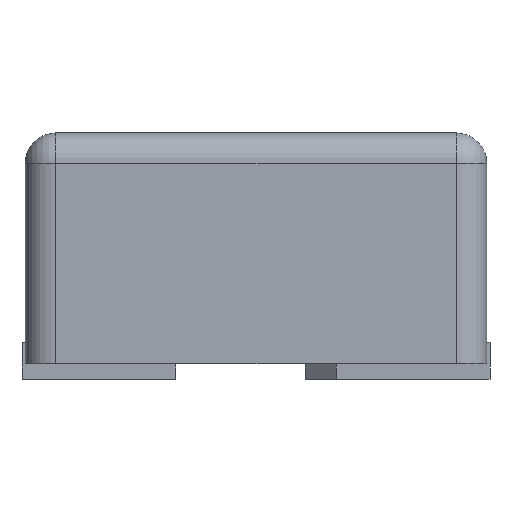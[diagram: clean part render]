
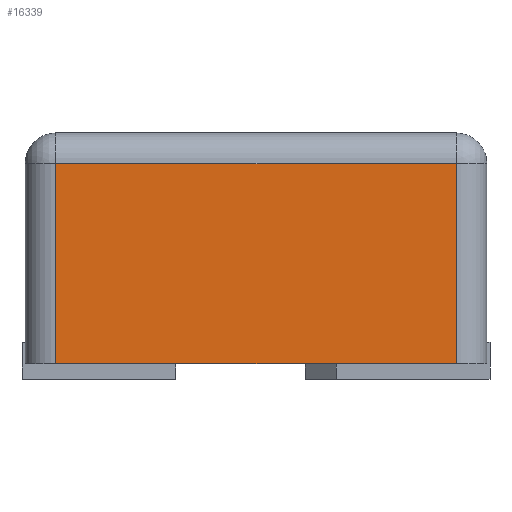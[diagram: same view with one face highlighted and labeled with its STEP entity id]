
A CAD part, left-side view. The second image highlights one B-rep face of the part: STEP entity #16339.
In plain terms, the highlighted planar face has unit normal (-1, 0, 0).
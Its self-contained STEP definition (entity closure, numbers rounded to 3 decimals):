
#659 = EDGE_LOOP ( 'NONE', ( #6825, #9057, #24305, #11659 ) ) ;
#1704 = CARTESIAN_POINT ( 'NONE',  ( -0.75, 0.75, 0.8 ) ) ;
#1963 = CARTESIAN_POINT ( 'NONE',  ( -0.75, -0.65, 0.05 ) ) ;
#2049 = CARTESIAN_POINT ( 'NONE',  ( -0.75, 0.75, 0.05 ) ) ;
#2588 = VERTEX_POINT ( 'NONE', #7960 ) ;
#3125 = LINE ( 'NONE', #9692, #19718 ) ;
#3756 = VECTOR ( 'NONE', #27044, 1000. ) ;
#5149 = PLANE ( 'NONE',  #11724 ) ;
#6562 = VECTOR ( 'NONE', #23458, 1000. ) ;
#6825 = ORIENTED_EDGE ( 'NONE', *, *, #10793, .T. ) ;
#7054 = CARTESIAN_POINT ( 'NONE',  ( -0.75, -0.65, 0.8 ) ) ;
#7636 = EDGE_CURVE ( 'NONE', #2588, #27932, #3125, .T. ) ;
#7690 = DIRECTION ( 'NONE',  ( 0., 0., -1. ) ) ;
#7960 = CARTESIAN_POINT ( 'NONE',  ( -0.75, 0.65, 0.7 ) ) ;
#8253 = DIRECTION ( 'NONE',  ( 1., 0., 0. ) ) ;
#9057 = ORIENTED_EDGE ( 'NONE', *, *, #7636, .T. ) ;
#9692 = CARTESIAN_POINT ( 'NONE',  ( -0.75, 0.65, 0.8 ) ) ;
#10793 = EDGE_CURVE ( 'NONE', #13236, #2588, #21451, .T. ) ;
#10802 = DIRECTION ( 'NONE',  ( 0., -1., 0. ) ) ;
#11659 = ORIENTED_EDGE ( 'NONE', *, *, #22979, .T. ) ;
#11724 = AXIS2_PLACEMENT_3D ( 'NONE', #1704, #8253, #25253 ) ;
#11821 = VERTEX_POINT ( 'NONE', #1963 ) ;
#13236 = VERTEX_POINT ( 'NONE', #14657 ) ;
#13497 = EDGE_CURVE ( 'NONE', #27932, #11821, #21629, .T. ) ;
#14657 = CARTESIAN_POINT ( 'NONE',  ( -0.75, -0.65, 0.7 ) ) ;
#16339 = ADVANCED_FACE ( 'NONE', ( #22721 ), #5149, .F. ) ;
#19718 = VECTOR ( 'NONE', #7690, 1000. ) ;
#21451 = LINE ( 'NONE', #23866, #6562 ) ;
#21629 = LINE ( 'NONE', #2049, #23806 ) ;
#22335 = LINE ( 'NONE', #7054, #3756 ) ;
#22721 = FACE_OUTER_BOUND ( 'NONE', #659, .T. ) ;
#22979 = EDGE_CURVE ( 'NONE', #11821, #13236, #22335, .T. ) ;
#23458 = DIRECTION ( 'NONE',  ( 0., 1., 0. ) ) ;
#23806 = VECTOR ( 'NONE', #10802, 1000. ) ;
#23866 = CARTESIAN_POINT ( 'NONE',  ( -0.75, 0.75, 0.7 ) ) ;
#24305 = ORIENTED_EDGE ( 'NONE', *, *, #13497, .T. ) ;
#24757 = CARTESIAN_POINT ( 'NONE',  ( -0.75, 0.65, 0.05 ) ) ;
#25253 = DIRECTION ( 'NONE',  ( 0., 1., 0. ) ) ;
#27044 = DIRECTION ( 'NONE',  ( 0., 0., 1. ) ) ;
#27932 = VERTEX_POINT ( 'NONE', #24757 ) ;
